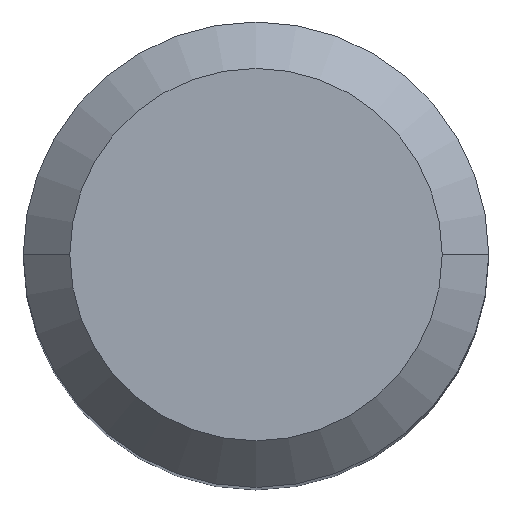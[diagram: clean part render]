
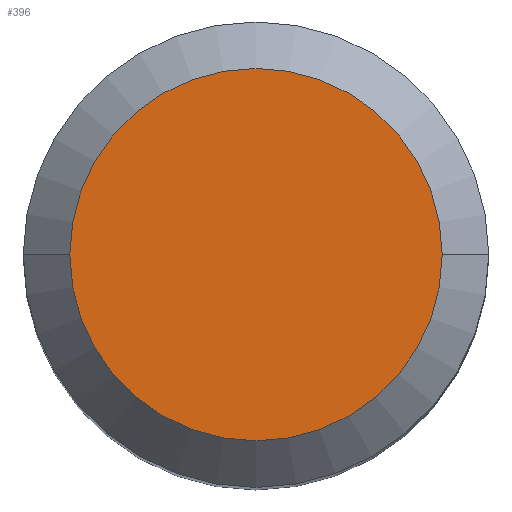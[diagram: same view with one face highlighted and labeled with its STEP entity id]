
A CAD part, top view. The second image highlights one B-rep face of the part: STEP entity #396.
In plain terms, the highlighted planar face has unit normal (0, 0, 1).
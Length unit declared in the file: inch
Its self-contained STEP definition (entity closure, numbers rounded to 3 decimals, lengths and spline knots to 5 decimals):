
#16 = DIRECTION ( 'NONE',  ( 0., 0., 1. ) ) ;
#25 = CIRCLE ( 'NONE', #157, 0.15748 ) ;
#33 = CIRCLE ( 'NONE', #237, 0.15748 ) ;
#34 = DIRECTION ( 'NONE',  ( 0., 0., 1. ) ) ;
#68 = EDGE_CURVE ( 'NONE', #126, #198, #25, .T. ) ;
#126 = VERTEX_POINT ( 'NONE', #333 ) ;
#157 = AXIS2_PLACEMENT_3D ( 'NONE', #177, #16, #455 ) ;
#164 = PLANE ( 'NONE',  #348 ) ;
#177 = CARTESIAN_POINT ( 'NONE',  ( 0., 0., 0. ) ) ;
#196 = ORIENTED_EDGE ( 'NONE', *, *, #68, .T. ) ;
#198 = VERTEX_POINT ( 'NONE', #356 ) ;
#201 = EDGE_CURVE ( 'NONE', #198, #126, #33, .T. ) ;
#237 = AXIS2_PLACEMENT_3D ( 'NONE', #301, #34, #393 ) ;
#240 = ORIENTED_EDGE ( 'NONE', *, *, #201, .T. ) ;
#284 = FACE_OUTER_BOUND ( 'NONE', #287, .T. ) ;
#287 = EDGE_LOOP ( 'NONE', ( #240, #196 ) ) ;
#288 = DIRECTION ( 'NONE',  ( 0., 0., -1. ) ) ;
#301 = CARTESIAN_POINT ( 'NONE',  ( 0., 0., 0. ) ) ;
#333 = CARTESIAN_POINT ( 'NONE',  ( 0.15748, 0., 0. ) ) ;
#348 = AXIS2_PLACEMENT_3D ( 'NONE', #442, #288, #485 ) ;
#356 = CARTESIAN_POINT ( 'NONE',  ( -0.15748, 0., 0. ) ) ;
#393 = DIRECTION ( 'NONE',  ( 1., 0., 0. ) ) ;
#396 = ADVANCED_FACE ( 'NONE', ( #284 ), #164, .F. ) ;
#442 = CARTESIAN_POINT ( 'NONE',  ( 0., 0., 0. ) ) ;
#455 = DIRECTION ( 'NONE',  ( 1., 0., 0. ) ) ;
#485 = DIRECTION ( 'NONE',  ( -1., 0., 0. ) ) ;
